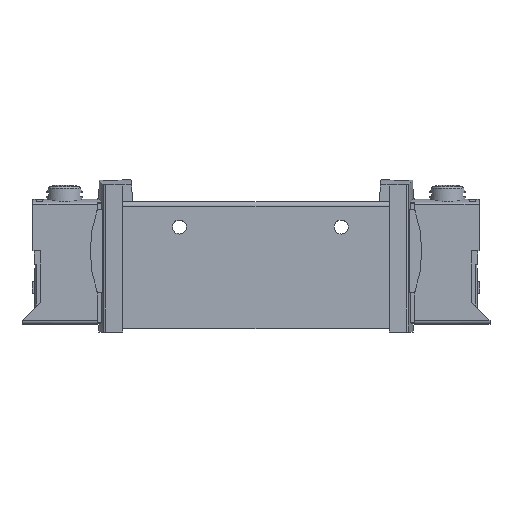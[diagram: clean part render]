
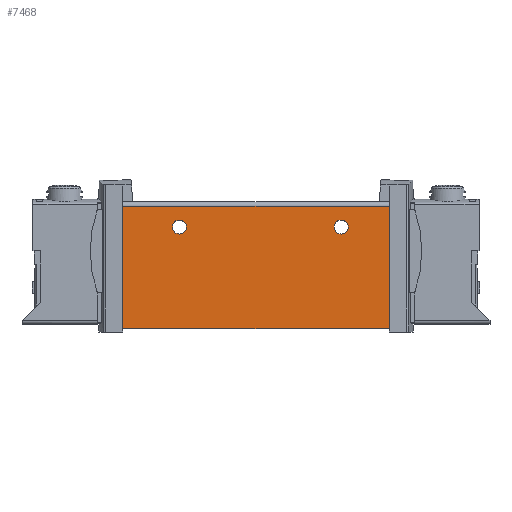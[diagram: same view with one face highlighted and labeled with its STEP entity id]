
A CAD part, top view. The second image highlights one B-rep face of the part: STEP entity #7468.
In plain terms, the highlighted planar face has unit normal (0, 0, 1).
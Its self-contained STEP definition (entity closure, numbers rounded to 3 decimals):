
#104=PLANE('',#8078);
#721=LINE('',#12000,#1473);
#724=LINE('',#12010,#1476);
#725=LINE('',#12012,#1477);
#726=LINE('',#12014,#1478);
#1473=VECTOR('',#9365,1000.);
#1476=VECTOR('',#9376,1000.);
#1477=VECTOR('',#9377,1000.);
#1478=VECTOR('',#9378,1000.);
#2552=ORIENTED_EDGE('',*,*,#4653,.F.);
#2553=ORIENTED_EDGE('',*,*,#4654,.F.);
#2554=ORIENTED_EDGE('',*,*,#4655,.T.);
#2555=ORIENTED_EDGE('',*,*,#4656,.F.);
#2556=ORIENTED_EDGE('',*,*,#4657,.F.);
#2557=ORIENTED_EDGE('',*,*,#4649,.T.);
#4649=EDGE_CURVE('',#5680,#5679,#721,.T.);
#4653=EDGE_CURVE('',#5681,#5681,#6131,.T.);
#4654=EDGE_CURVE('',#5682,#5682,#6132,.T.);
#4655=EDGE_CURVE('',#5679,#5683,#724,.T.);
#4656=EDGE_CURVE('',#5684,#5683,#725,.T.);
#4657=EDGE_CURVE('',#5680,#5684,#726,.T.);
#5679=VERTEX_POINT('',#11999);
#5680=VERTEX_POINT('',#12001);
#5681=VERTEX_POINT('',#12007);
#5682=VERTEX_POINT('',#12009);
#5683=VERTEX_POINT('',#12011);
#5684=VERTEX_POINT('',#12013);
#6131=CIRCLE('',#8079,1.6);
#6132=CIRCLE('',#8080,1.6);
#6385=EDGE_LOOP('',(#2552));
#6386=EDGE_LOOP('',(#2553));
#6387=EDGE_LOOP('',(#2554,#2555,#2556,#2557));
#6889=FACE_BOUND('',#6385,.T.);
#6890=FACE_BOUND('',#6386,.T.);
#6891=FACE_BOUND('',#6387,.T.);
#7468=ADVANCED_FACE('',(#6889,#6890,#6891),#104,.F.);
#8078=AXIS2_PLACEMENT_3D('',#12005,#9370,#9371);
#8079=AXIS2_PLACEMENT_3D('',#12006,#9372,#9373);
#8080=AXIS2_PLACEMENT_3D('',#12008,#9374,#9375);
#9365=DIRECTION('',(-1.,0.,0.));
#9370=DIRECTION('',(0.,0.,-1.));
#9371=DIRECTION('',(-1.,0.,0.));
#9372=DIRECTION('',(0.,0.,1.));
#9373=DIRECTION('',(1.,0.,0.));
#9374=DIRECTION('',(0.,0.,1.));
#9375=DIRECTION('',(1.,0.,0.));
#9376=DIRECTION('',(0.,-1.,0.));
#9377=DIRECTION('',(-1.,0.,0.));
#9378=DIRECTION('',(0.,-1.,0.));
#11999=CARTESIAN_POINT('',(-30.45,28.,7.2));
#12000=CARTESIAN_POINT('',(30.45,28.,7.2));
#12001=CARTESIAN_POINT('',(30.45,28.,7.2));
#12005=CARTESIAN_POINT('',(30.45,28.,7.2));
#12006=CARTESIAN_POINT('',(-17.5,23.2,7.2));
#12007=CARTESIAN_POINT('',(-15.9,23.2,7.2));
#12008=CARTESIAN_POINT('',(19.5,23.2,7.2));
#12009=CARTESIAN_POINT('',(21.1,23.2,7.2));
#12010=CARTESIAN_POINT('',(-30.45,28.,7.2));
#12011=CARTESIAN_POINT('',(-30.45,0.,7.2));
#12012=CARTESIAN_POINT('',(30.45,0.,7.2));
#12013=CARTESIAN_POINT('',(30.45,0.,7.2));
#12014=CARTESIAN_POINT('',(30.45,28.,7.2));
